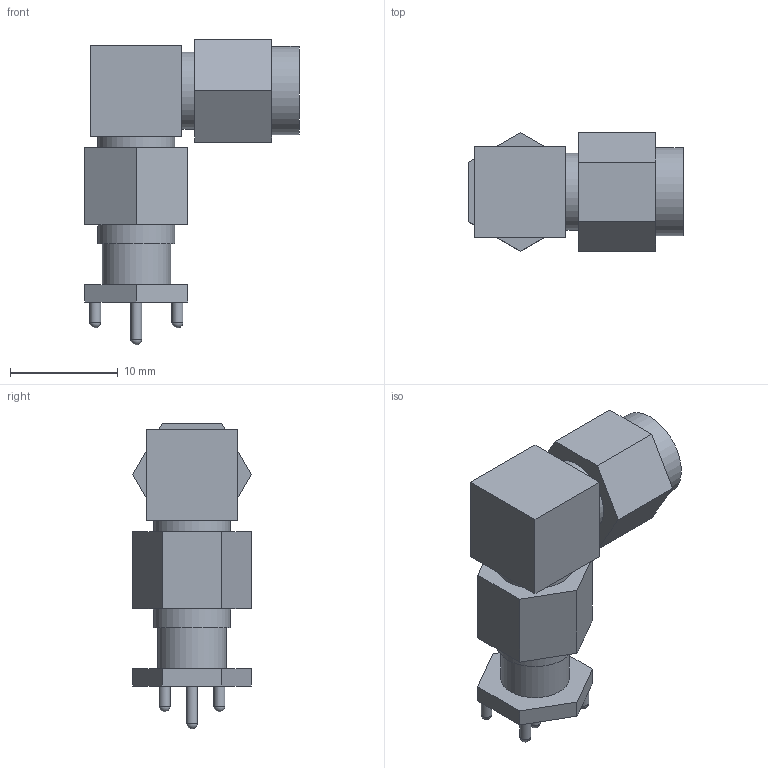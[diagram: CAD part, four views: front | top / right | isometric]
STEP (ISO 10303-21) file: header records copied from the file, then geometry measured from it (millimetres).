
FILE_DESCRIPTION(/* description */ (''),/* implementation_level */ '2;1');
FILE_NAME(/* name */ '827-7362-101',/* time_stamp */ '2000-05-10T13:15:18-05:00',/* author */ (''),/* organization */ (''),/* preprocessor_version */ 'ST-DEVELOPER 1.6',/* originating_system */ 'UNIGRAPHICS SOLUTIONS - UNIGRAPHICS 15.0',/* authorisation */ '');
FILE_SCHEMA (('CONFIG_CONTROL_DESIGN'));
Length unit declared in the file: inch
Products named in the file (5): 827-7362-109; 827-7362-102; 827-7362-103; 827-7362-104; 827-7362-101
Assembly tree (7 placements, depth 2):
  827-7362-101
    827-7362-104
    827-7362-103
    827-7362-102  x4
    827-7362-109
Bounding box: 19.85 x 11 x 28.31 mm (x, y, z)
Volume: 2045.3 mm3; surface area: 1667.3 mm2
Topology: 6 solids, 6 shells, 64 faces, 132 edges, 87 vertices
Faces by surface type: plane 42, cylinder 16, sphere 6
Full cylindrical faces by diameter (mm): 1.016 x6, 3.175 x2, 5.944 x2, 6.35 x1, 7.137 x4, 8.179 x1
Entity records: 1987 total; most frequent: DIRECTION 244, CARTESIAN_POINT 225, ORIENTED_EDGE 184, EDGE_CURVE 92, AXIS2_PLACEMENT_3D 89, EDGE_LOOP 82, FACE_BOUND 82, VERTEX_POINT 70
